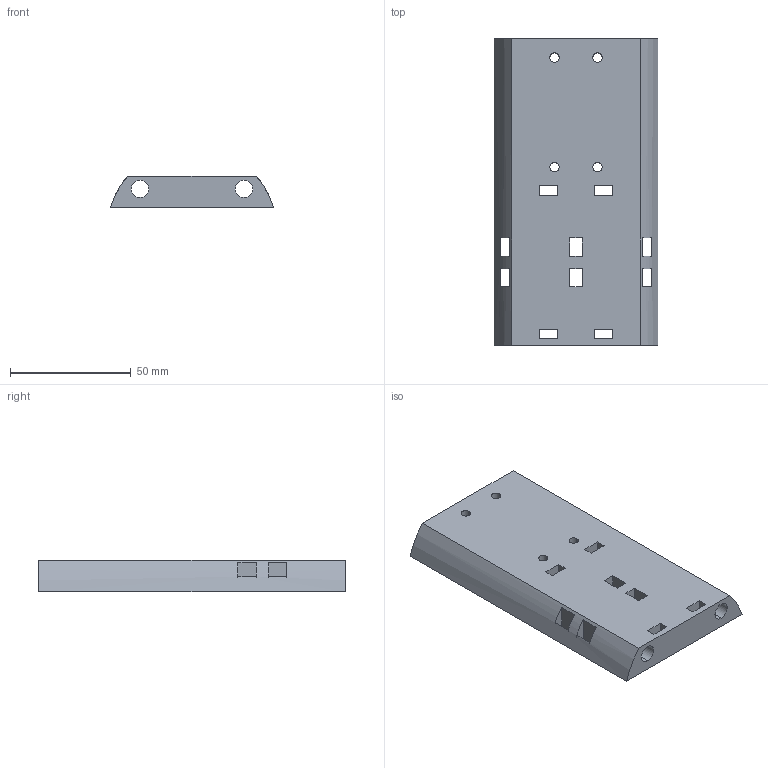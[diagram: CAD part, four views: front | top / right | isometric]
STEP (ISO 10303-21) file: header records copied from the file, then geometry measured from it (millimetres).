
FILE_DESCRIPTION (( 'STEP AP203' ), '1' );
FILE_NAME ('recovery_raft.STEP', '2023-10-27T21:07:53', ( '' ), ( '' ), 'SwSTEP 2.0', 'SolidWorks 2023', '' );
FILE_SCHEMA (( 'CONFIG_CONTROL_DESIGN' ));
Length unit declared in the file: inch
Products named in the file (1): recovery_raft
Bounding box: 67.75 x 127 x 13.19 mm (x, y, z)
Volume: 79528.6 mm3; surface area: 29183.7 mm2
Topology: 1 solids, 1 shells, 67 faces, 204 edges, 136 vertices
Faces by surface type: plane 45, cylinder 22
Entity records: 2433 total; most frequent: ORIENTED_EDGE 408, CARTESIAN_POINT 408, DIRECTION 392, EDGE_CURVE 204, VECTOR 152, LINE 152, VERTEX_POINT 136, AXIS2_PLACEMENT_3D 120
